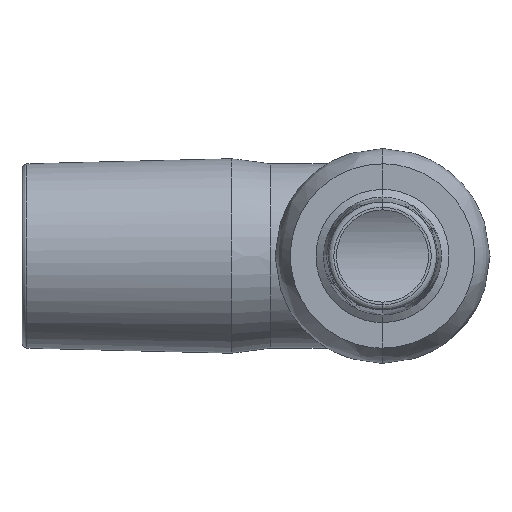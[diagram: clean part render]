
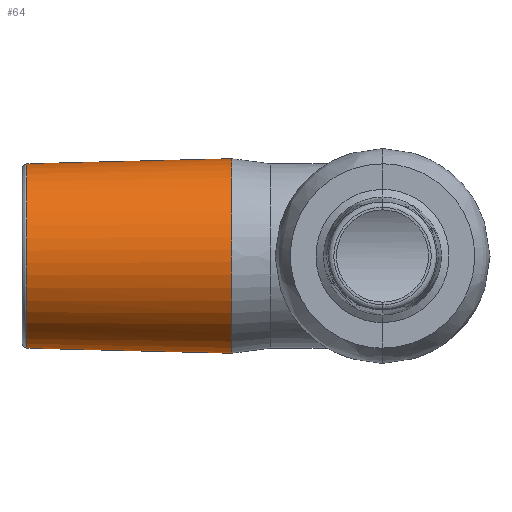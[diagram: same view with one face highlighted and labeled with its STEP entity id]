
A CAD part, left-side view. The second image highlights one B-rep face of the part: STEP entity #64.
In plain terms, the highlighted free-form (B-spline) face has degree [2, 1] with [5, 2] control points.
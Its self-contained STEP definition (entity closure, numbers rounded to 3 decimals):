
#64=ADVANCED_FACE('',(#119),#737,.T.);
#119=FACE_OUTER_BOUND('',#174,.T.);
#174=EDGE_LOOP('',(#389,#390,#391,#392));
#389=ORIENTED_EDGE('',*,*,#516,.T.);
#390=ORIENTED_EDGE('',*,*,#434,.F.);
#391=ORIENTED_EDGE('',*,*,#517,.F.);
#392=ORIENTED_EDGE('',*,*,#523,.F.);
#434=EDGE_CURVE('',#655,#646,#578,.T.);
#516=EDGE_CURVE('',#698,#646,#559,.T.);
#517=EDGE_CURVE('',#697,#655,#633,.T.);
#523=EDGE_CURVE('',#698,#697,#639,.T.);
#559=B_SPLINE_CURVE_WITH_KNOTS('',1,(#5178,#5179),.UNSPECIFIED.,.F.,.F.,
(2,2),(1.,41.032),.UNSPECIFIED.);
#578=(
BOUNDED_CURVE()
B_SPLINE_CURVE(2,(#4370,#4371,#4372,#4373,#4374),.UNSPECIFIED.,.F.,.F.)
B_SPLINE_CURVE_WITH_KNOTS((3,2,3),(59.648,89.472,119.295),
 .UNSPECIFIED.)
CURVE()
GEOMETRIC_REPRESENTATION_ITEM()
RATIONAL_B_SPLINE_CURVE((1.,0.707,1.,0.707,1.))
REPRESENTATION_ITEM('')
);
#633=(
BOUNDED_CURVE()
B_SPLINE_CURVE(1,(#5180,#5181),.UNSPECIFIED.,.F.,.F.)
B_SPLINE_CURVE_WITH_KNOTS((2,2),(1.,41.032),
 .UNSPECIFIED.)
CURVE()
GEOMETRIC_REPRESENTATION_ITEM()
RATIONAL_B_SPLINE_CURVE((1.,1.))
REPRESENTATION_ITEM('')
);
#639=(
BOUNDED_CURVE()
B_SPLINE_CURVE(2,(#5200,#5201,#5202,#5203,#5204),.UNSPECIFIED.,.F.,.F.)
B_SPLINE_CURVE_WITH_KNOTS((3,2,3),(0.,26.727,
53.455),.UNSPECIFIED.)
CURVE()
GEOMETRIC_REPRESENTATION_ITEM()
RATIONAL_B_SPLINE_CURVE((1.,0.707,1.,0.707,1.))
REPRESENTATION_ITEM('')
);
#646=VERTEX_POINT('',#4193);
#655=VERTEX_POINT('',#4202);
#697=VERTEX_POINT('',#4244);
#698=VERTEX_POINT('',#4245);
#737=(
BOUNDED_SURFACE()
B_SPLINE_SURFACE(2,1,((#4104,#4105),(#4106,#4107),(#4108,#4109),(#4110,
#4111),(#4112,#4113)),.UNSPECIFIED.,.F.,.F.,.F.)
B_SPLINE_SURFACE_WITH_KNOTS((3,2,3),(2,2),(59.648,89.472,
119.295),(0.,41.032),.UNSPECIFIED.)
GEOMETRIC_REPRESENTATION_ITEM()
RATIONAL_B_SPLINE_SURFACE(((1.,1.),(0.707,0.707),
(1.,1.),(0.707,0.707),(1.,1.)))
REPRESENTATION_ITEM('')
SURFACE()
);
#4104=CARTESIAN_POINT('',(-251.04,181.846,-155.277));
#4105=CARTESIAN_POINT('',(-251.04,140.827,-156.285));
#4106=CARTESIAN_POINT('',(-269.03,181.846,-155.277));
#4107=CARTESIAN_POINT('',(-270.039,140.827,-156.285));
#4108=CARTESIAN_POINT('',(-269.03,181.846,-137.286));
#4109=CARTESIAN_POINT('',(-270.039,140.827,-137.286));
#4110=CARTESIAN_POINT('',(-269.03,181.846,-119.296));
#4111=CARTESIAN_POINT('',(-270.039,140.827,-118.287));
#4112=CARTESIAN_POINT('',(-251.04,181.846,-119.296));
#4113=CARTESIAN_POINT('',(-251.04,140.827,-118.287));
#4193=CARTESIAN_POINT('',(-251.04,140.827,-118.287));
#4202=CARTESIAN_POINT('',(-251.04,140.827,-156.285));
#4244=CARTESIAN_POINT('',(-251.04,180.847,-155.301));
#4245=CARTESIAN_POINT('',(-251.04,180.847,-119.271));
#4370=CARTESIAN_POINT('',(-251.04,140.827,-156.285));
#4371=CARTESIAN_POINT('',(-270.039,140.827,-156.285));
#4372=CARTESIAN_POINT('',(-270.039,140.827,-137.286));
#4373=CARTESIAN_POINT('',(-270.039,140.827,-118.287));
#4374=CARTESIAN_POINT('',(-251.04,140.827,-118.287));
#5178=CARTESIAN_POINT('',(-251.04,180.847,-119.271));
#5179=CARTESIAN_POINT('',(-251.04,140.827,-118.287));
#5180=CARTESIAN_POINT('',(-251.04,180.847,-155.301));
#5181=CARTESIAN_POINT('',(-251.04,140.827,-156.285));
#5200=CARTESIAN_POINT('',(-251.04,180.847,-119.271));
#5201=CARTESIAN_POINT('',(-269.055,180.847,-119.271));
#5202=CARTESIAN_POINT('',(-269.055,180.847,-137.286));
#5203=CARTESIAN_POINT('',(-269.055,180.847,-155.301));
#5204=CARTESIAN_POINT('',(-251.04,180.847,-155.301));
